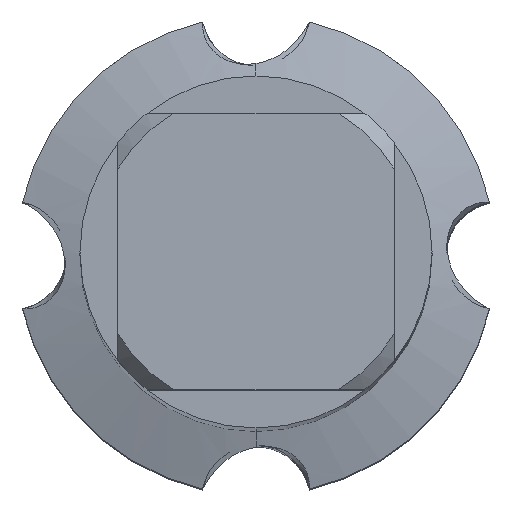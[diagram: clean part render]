
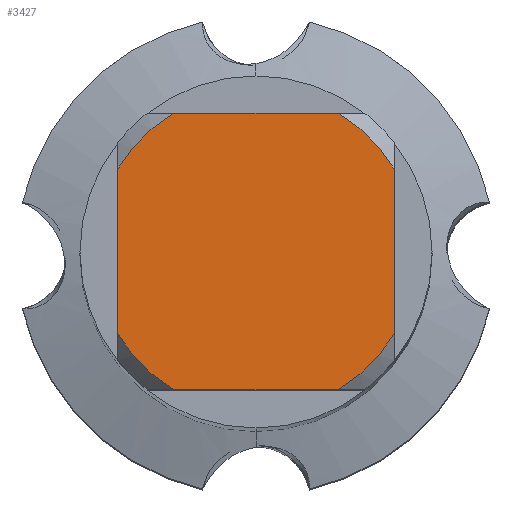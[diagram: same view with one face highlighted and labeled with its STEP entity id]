
A CAD part, top view. The second image highlights one B-rep face of the part: STEP entity #3427.
In plain terms, the highlighted planar face has unit normal (0, 0, 1).
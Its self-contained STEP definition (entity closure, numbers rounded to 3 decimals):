
#2105=EDGE_CURVE('',#2609,#3607,#6129,.T.);
#2243=EDGE_CURVE('',#3853,#2869,#6284,.T.);
#2387=EDGE_CURVE('',#5049,#2869,#6440,.T.);
#2389=VERTEX_POINT('',#6442);
#2609=VERTEX_POINT('',#6679);
#2795=EDGE_CURVE('',#3853,#4059,#6881,.T.);
#2869=VERTEX_POINT('',#6960);
#2995=EDGE_CURVE('',#5049,#5047,#7099,.T.);
#3427=ADVANCED_FACE('',(#7563),#7564,.T.);
#3541=EDGE_CURVE('',#2389,#3607,#7687,.T.);
#3607=VERTEX_POINT('',#7759);
#3853=VERTEX_POINT('',#8028);
#4059=VERTEX_POINT('',#8246);
#4063=EDGE_CURVE('',#2609,#4059,#8250,.T.);
#4167=EDGE_CURVE('',#2389,#5047,#8363,.T.);
#5047=VERTEX_POINT('',#9311);
#5049=VERTEX_POINT('',#9313);
#6129=CIRCLE('',#10538,6.4);
#6284=LINE('',#10881,#10882);
#6440=CIRCLE('',#11285,6.4);
#6442=CARTESIAN_POINT('',(3.273,5.5,0.0));
#6679=CARTESIAN_POINT('',(-5.5,3.273,0.0));
#6881=CIRCLE('',#12364,6.4);
#6960=CARTESIAN_POINT('',(3.273,-5.5,0.0));
#7099=LINE('',#13066,#13067);
#7563=FACE_OUTER_BOUND('',#14211,.T.);
#7564=PLANE('',#14212);
#7687=LINE('',#14472,#14473);
#7759=CARTESIAN_POINT('',(-3.273,5.5,0.0));
#8028=CARTESIAN_POINT('',(-3.273,-5.5,0.0));
#8246=CARTESIAN_POINT('',(-5.5,-3.273,0.0));
#8250=LINE('',#15611,#15612);
#8363=CIRCLE('',#15859,6.4);
#9311=CARTESIAN_POINT('',(5.5,3.273,0.0));
#9313=CARTESIAN_POINT('',(5.5,-3.273,0.0));
#10538=AXIS2_PLACEMENT_3D('',#20543,#20544,#20545);
#10881=CARTESIAN_POINT('',(0.0,-5.5,0.0));
#10882=VECTOR('',#20737,1.0);
#11285=AXIS2_PLACEMENT_3D('',#20871,#20872,#20873);
#12364=AXIS2_PLACEMENT_3D('',#21420,#21421,#21422);
#13066=CARTESIAN_POINT('',(5.5,1.6,0.0));
#13067=VECTOR('',#21626,1.0);
#14211=EDGE_LOOP('',(#22172,#22173,#22174,#22175,#22176,#22177,#22178,#22179));
#14212=AXIS2_PLACEMENT_3D('',#22180,#22181,#22182);
#14472=CARTESIAN_POINT('',(0.0,5.5,0.0));
#14473=VECTOR('',#22307,1.0);
#15611=CARTESIAN_POINT('',(-5.5,1.6,0.0));
#15612=VECTOR('',#22803,1.0);
#15859=AXIS2_PLACEMENT_3D('',#22902,#22903,#22904);
#20543=CARTESIAN_POINT('',(0.0,0.0,0.0));
#20544=DIRECTION('',(0.0,0.0,-1.0));
#20545=DIRECTION('',(0.0,1.0,0.0));
#20737=DIRECTION('',(1.0,0.0,0.0));
#20871=CARTESIAN_POINT('',(0.0,0.0,0.0));
#20872=DIRECTION('',(0.0,0.0,-1.0));
#20873=DIRECTION('',(0.0,1.0,0.0));
#21420=CARTESIAN_POINT('',(0.0,0.0,0.0));
#21421=DIRECTION('',(0.0,0.0,-1.0));
#21422=DIRECTION('',(0.0,1.0,0.0));
#21626=DIRECTION('',(-0.0,1.0,0.0));
#22172=ORIENTED_EDGE('',*,*,#4063,.T.);
#22173=ORIENTED_EDGE('',*,*,#2795,.F.);
#22174=ORIENTED_EDGE('',*,*,#2243,.T.);
#22175=ORIENTED_EDGE('',*,*,#2387,.F.);
#22176=ORIENTED_EDGE('',*,*,#2995,.T.);
#22177=ORIENTED_EDGE('',*,*,#4167,.F.);
#22178=ORIENTED_EDGE('',*,*,#3541,.T.);
#22179=ORIENTED_EDGE('',*,*,#2105,.F.);
#22180=CARTESIAN_POINT('',(0.0,3.2,0.0));
#22181=DIRECTION('',(-0.0,0.0,1.0));
#22182=DIRECTION('',(0.0,-1.0,0.0));
#22307=DIRECTION('',(-1.0,0.0,0.0));
#22803=DIRECTION('',(-0.0,-1.0,0.0));
#22902=CARTESIAN_POINT('',(0.0,0.0,0.0));
#22903=DIRECTION('',(0.0,0.0,-1.0));
#22904=DIRECTION('',(0.0,1.0,0.0));
